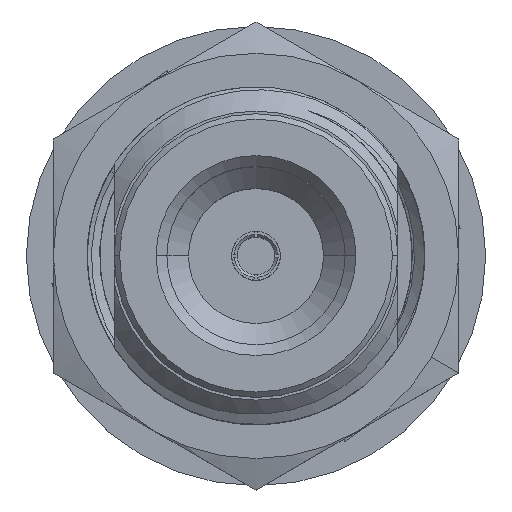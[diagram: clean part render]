
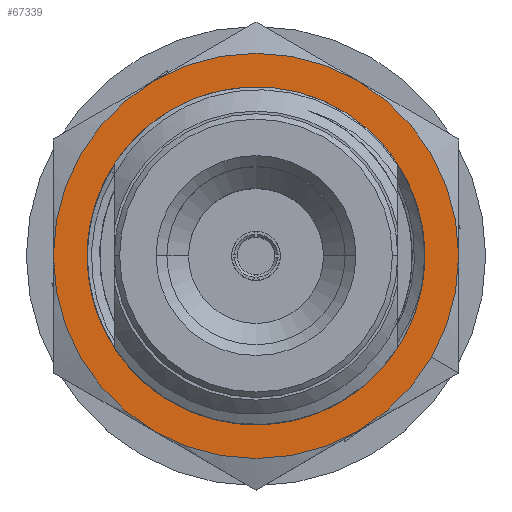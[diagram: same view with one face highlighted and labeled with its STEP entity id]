
A CAD part, top view. The second image highlights one B-rep face of the part: STEP entity #67339.
In plain terms, the highlighted planar face has unit normal (0, 0, 1).
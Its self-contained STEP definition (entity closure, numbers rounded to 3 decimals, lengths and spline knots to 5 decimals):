
#307 = ORIENTED_EDGE ( 'NONE', *, *, #6712, .F. ) ;
#3069 = CIRCLE ( 'NONE', #16606, 0.375 ) ;
#3193 = DIRECTION ( 'NONE',  ( 0., 0., 1. ) ) ;
#3386 = CIRCLE ( 'NONE', #71768, 0.375 ) ;
#5058 = AXIS2_PLACEMENT_3D ( 'NONE', #15561, #48231, #66421 ) ;
#5914 = DIRECTION ( 'NONE',  ( 0., 0., 1. ) ) ;
#6196 = DIRECTION ( 'NONE',  ( 0.866, -0.5, 0. ) ) ;
#6599 = ORIENTED_EDGE ( 'NONE', *, *, #39701, .F. ) ;
#6703 = EDGE_CURVE ( 'NONE', #70885, #27110, #41055, .T. ) ;
#6712 = EDGE_CURVE ( 'NONE', #80650, #67709, #43041, .T. ) ;
#7026 = DIRECTION ( 'NONE',  ( 0.866, -0.5, 0. ) ) ;
#7575 = DIRECTION ( 'NONE',  ( 0., 0., 1. ) ) ;
#8127 = AXIS2_PLACEMENT_3D ( 'NONE', #10515, #61633, #36200 ) ;
#10024 = CARTESIAN_POINT ( 'NONE',  ( 0.1875, -0.32476, -0.39 ) ) ;
#10515 = CARTESIAN_POINT ( 'NONE',  ( 0., 0., -0.39 ) ) ;
#12243 = DIRECTION ( 'NONE',  ( 0.866, -0.5, 0. ) ) ;
#12938 = EDGE_CURVE ( 'NONE', #78229, #52920, #3069, .T. ) ;
#13168 = CARTESIAN_POINT ( 'NONE',  ( 0., 0., -0.39 ) ) ;
#14517 = VERTEX_POINT ( 'NONE', #53944 ) ;
#15468 = DIRECTION ( 'NONE',  ( 0.866, -0.5, 0. ) ) ;
#15561 = CARTESIAN_POINT ( 'NONE',  ( 0., 0., -0.39 ) ) ;
#15920 = ORIENTED_EDGE ( 'NONE', *, *, #12938, .T. ) ;
#16606 = AXIS2_PLACEMENT_3D ( 'NONE', #53991, #3193, #15468 ) ;
#17377 = CIRCLE ( 'NONE', #74912, 0.375 ) ;
#17671 = EDGE_CURVE ( 'NONE', #27110, #78229, #28923, .T. ) ;
#17950 = DIRECTION ( 'NONE',  ( 0., 0., 1. ) ) ;
#18112 = DIRECTION ( 'NONE',  ( 0., 0., 1. ) ) ;
#21542 = ORIENTED_EDGE ( 'NONE', *, *, #54267, .T. ) ;
#22811 = CARTESIAN_POINT ( 'NONE',  ( 0.16585, -0.26486, -0.39 ) ) ;
#24181 = DIRECTION ( 'NONE',  ( 0., 0., 1. ) ) ;
#24789 = CARTESIAN_POINT ( 'NONE',  ( -0.1875, 0.32476, -0.39 ) ) ;
#25489 = CARTESIAN_POINT ( 'NONE',  ( 0., 0., -0.39 ) ) ;
#27055 = CARTESIAN_POINT ( 'NONE',  ( 0.27063, -0.15625, -0.39 ) ) ;
#27110 = VERTEX_POINT ( 'NONE', #10024 ) ;
#27185 = CIRCLE ( 'NONE', #62685, 0.375 ) ;
#27351 = VERTEX_POINT ( 'NONE', #24789 ) ;
#28923 = CIRCLE ( 'NONE', #54638, 0.375 ) ;
#29114 = FACE_OUTER_BOUND ( 'NONE', #35029, .T. ) ;
#29527 = CARTESIAN_POINT ( 'NONE',  ( 0., 0., -0.39 ) ) ;
#30408 = VERTEX_POINT ( 'NONE', #27055 ) ;
#30432 = AXIS2_PLACEMENT_3D ( 'NONE', #39127, #51143, #7026 ) ;
#31374 = CARTESIAN_POINT ( 'NONE',  ( 0., 0., -0.39 ) ) ;
#31945 = ORIENTED_EDGE ( 'NONE', *, *, #59154, .F. ) ;
#33200 = AXIS2_PLACEMENT_3D ( 'NONE', #61296, #62116, #48989 ) ;
#33336 = CIRCLE ( 'NONE', #33200, 0.375 ) ;
#35029 = EDGE_LOOP ( 'NONE', ( #71694, #15920, #21542, #54257, #70315, #41709, #43680 ) ) ;
#35938 = DIRECTION ( 'NONE',  ( 0.866, -0.5, 0. ) ) ;
#36200 = DIRECTION ( 'NONE',  ( 0.866, -0.5, 0. ) ) ;
#37163 = CIRCLE ( 'NONE', #8127, 0.3125 ) ;
#37499 = DIRECTION ( 'NONE',  ( 0., 0., 1. ) ) ;
#37783 = DIRECTION ( 'NONE',  ( 0.866, -0.5, 0. ) ) ;
#38645 = EDGE_LOOP ( 'NONE', ( #307, #31945, #6599 ) ) ;
#39127 = CARTESIAN_POINT ( 'NONE',  ( 0., 0., -0.39 ) ) ;
#39701 = EDGE_CURVE ( 'NONE', #67709, #30408, #55581, .T. ) ;
#40983 = PLANE ( 'NONE',  #5058 ) ;
#41055 = CIRCLE ( 'NONE', #72180, 0.375 ) ;
#41709 = ORIENTED_EDGE ( 'NONE', *, *, #51473, .T. ) ;
#43041 = CIRCLE ( 'NONE', #30432, 0.3125 ) ;
#43116 = AXIS2_PLACEMENT_3D ( 'NONE', #75645, #18112, #12243 ) ;
#43680 = ORIENTED_EDGE ( 'NONE', *, *, #6703, .T. ) ;
#44160 = CARTESIAN_POINT ( 'NONE',  ( 0., 0., -0.39 ) ) ;
#44250 = CARTESIAN_POINT ( 'NONE',  ( 0.1875, 0.32476, -0.39 ) ) ;
#47335 = CARTESIAN_POINT ( 'NONE',  ( 0.375, 0., -0.39 ) ) ;
#48231 = DIRECTION ( 'NONE',  ( 0., 0., 1. ) ) ;
#48989 = DIRECTION ( 'NONE',  ( 0.866, -0.5, 0. ) ) ;
#49791 = DIRECTION ( 'NONE',  ( 0.866, -0.5, 0. ) ) ;
#51143 = DIRECTION ( 'NONE',  ( 0., 0., 1. ) ) ;
#51473 = EDGE_CURVE ( 'NONE', #14517, #70885, #17377, .T. ) ;
#52920 = VERTEX_POINT ( 'NONE', #47335 ) ;
#53274 = EDGE_CURVE ( 'NONE', #73366, #27351, #33336, .T. ) ;
#53944 = CARTESIAN_POINT ( 'NONE',  ( -0.375, 0., -0.39 ) ) ;
#53991 = CARTESIAN_POINT ( 'NONE',  ( 0., 0., -0.39 ) ) ;
#54257 = ORIENTED_EDGE ( 'NONE', *, *, #53274, .T. ) ;
#54267 = EDGE_CURVE ( 'NONE', #52920, #73366, #3386, .T. ) ;
#54638 = AXIS2_PLACEMENT_3D ( 'NONE', #25489, #17950, #49791 ) ;
#55581 = CIRCLE ( 'NONE', #43116, 0.3125 ) ;
#57836 = DIRECTION ( 'NONE',  ( 0.866, -0.5, 0. ) ) ;
#59149 = EDGE_CURVE ( 'NONE', #27351, #14517, #27185, .T. ) ;
#59154 = EDGE_CURVE ( 'NONE', #30408, #80650, #37163, .T. ) ;
#60016 = FACE_BOUND ( 'NONE', #38645, .T. ) ;
#61296 = CARTESIAN_POINT ( 'NONE',  ( 0., 0., -0.39 ) ) ;
#61633 = DIRECTION ( 'NONE',  ( 0., 0., 1. ) ) ;
#62116 = DIRECTION ( 'NONE',  ( 0., 0., 1. ) ) ;
#62685 = AXIS2_PLACEMENT_3D ( 'NONE', #29527, #24181, #35938 ) ;
#66421 = DIRECTION ( 'NONE',  ( 0.866, -0.5, 0. ) ) ;
#67339 = ADVANCED_FACE ( 'NONE', ( #60016, #29114 ), #40983, .T. ) ;
#67709 = VERTEX_POINT ( 'NONE', #22811 ) ;
#70315 = ORIENTED_EDGE ( 'NONE', *, *, #59149, .T. ) ;
#70885 = VERTEX_POINT ( 'NONE', #75733 ) ;
#71694 = ORIENTED_EDGE ( 'NONE', *, *, #17671, .T. ) ;
#71768 = AXIS2_PLACEMENT_3D ( 'NONE', #31374, #37499, #37783 ) ;
#72180 = AXIS2_PLACEMENT_3D ( 'NONE', #13168, #7575, #57836 ) ;
#72248 = CARTESIAN_POINT ( 'NONE',  ( 0.32476, -0.1875, -0.39 ) ) ;
#73366 = VERTEX_POINT ( 'NONE', #44250 ) ;
#74912 = AXIS2_PLACEMENT_3D ( 'NONE', #44160, #5914, #6196 ) ;
#75645 = CARTESIAN_POINT ( 'NONE',  ( 0., 0., -0.39 ) ) ;
#75733 = CARTESIAN_POINT ( 'NONE',  ( -0.1875, -0.32476, -0.39 ) ) ;
#78229 = VERTEX_POINT ( 'NONE', #72248 ) ;
#80019 = CARTESIAN_POINT ( 'NONE',  ( 0.30456, -0.07001, -0.39 ) ) ;
#80650 = VERTEX_POINT ( 'NONE', #80019 ) ;
